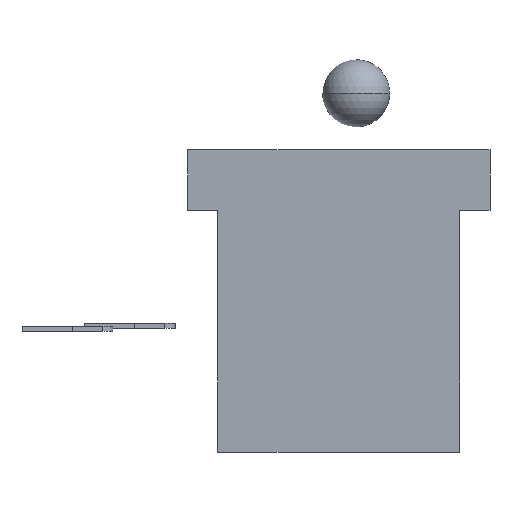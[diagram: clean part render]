
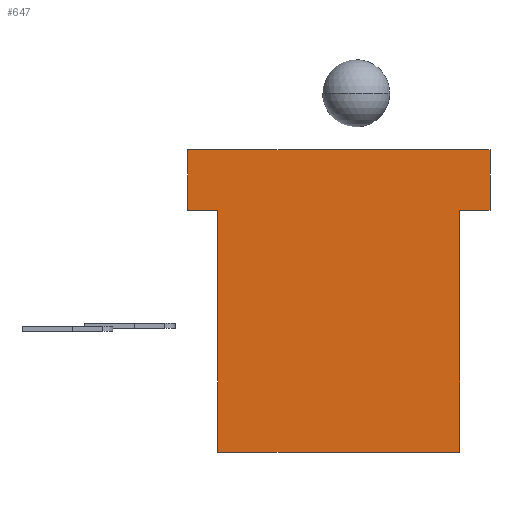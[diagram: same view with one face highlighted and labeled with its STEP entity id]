
A CAD part, front view. The second image highlights one B-rep face of the part: STEP entity #647.
In plain terms, the highlighted planar face has unit normal (0, -1, 0).
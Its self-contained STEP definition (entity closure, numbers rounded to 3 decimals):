
#19 = DIRECTION ( 'NONE',  ( 0., 0., 1. ) ) ;
#48 = VERTEX_POINT ( 'NONE', #603 ) ;
#67 = CARTESIAN_POINT ( 'NONE',  ( 150., 0., 180. ) ) ;
#106 = VECTOR ( 'NONE', #293, 1000. ) ;
#148 = VECTOR ( 'NONE', #1101, 1000. ) ;
#156 = LINE ( 'NONE', #1204, #1094 ) ;
#158 = VERTEX_POINT ( 'NONE', #737 ) ;
#283 = VERTEX_POINT ( 'NONE', #731 ) ;
#293 = DIRECTION ( 'NONE',  ( -1., 0., 0. ) ) ;
#307 = PLANE ( 'NONE',  #1354 ) ;
#310 = EDGE_CURVE ( 'NONE', #158, #875, #1211, .T. ) ;
#331 = EDGE_CURVE ( 'NONE', #283, #450, #1446, .T. ) ;
#332 = CARTESIAN_POINT ( 'NONE',  ( 150., 0., 120. ) ) ;
#363 = ORIENTED_EDGE ( 'NONE', *, *, #907, .F. ) ;
#379 = EDGE_CURVE ( 'NONE', #1049, #1505, #156, .T. ) ;
#450 = VERTEX_POINT ( 'NONE', #1139 ) ;
#461 = LINE ( 'NONE', #1155, #1066 ) ;
#500 = DIRECTION ( 'NONE',  ( 1., 0., 0. ) ) ;
#556 = DIRECTION ( 'NONE',  ( 0., 0., -1. ) ) ;
#560 = VERTEX_POINT ( 'NONE', #1122 ) ;
#599 = EDGE_CURVE ( 'NONE', #560, #283, #1444, .T. ) ;
#603 = CARTESIAN_POINT ( 'NONE',  ( 150., 0., 180. ) ) ;
#618 = DIRECTION ( 'NONE',  ( -1., 0., 0. ) ) ;
#627 = CARTESIAN_POINT ( 'NONE',  ( -150., 0., 120. ) ) ;
#629 = VECTOR ( 'NONE', #500, 1000. ) ;
#642 = DIRECTION ( 'NONE',  ( 0., -1., 0. ) ) ;
#647 = ADVANCED_FACE ( 'NONE', ( #1110 ), #307, .T. ) ;
#654 = CARTESIAN_POINT ( 'NONE',  ( 0., 0., 0. ) ) ;
#658 = VECTOR ( 'NONE', #556, 1000. ) ;
#676 = VERTEX_POINT ( 'NONE', #763 ) ;
#696 = ORIENTED_EDGE ( 'NONE', *, *, #379, .F. ) ;
#698 = LINE ( 'NONE', #1403, #1157 ) ;
#703 = ORIENTED_EDGE ( 'NONE', *, *, #331, .F. ) ;
#731 = CARTESIAN_POINT ( 'NONE',  ( -120., 0., 180. ) ) ;
#732 = EDGE_CURVE ( 'NONE', #1505, #875, #832, .T. ) ;
#737 = CARTESIAN_POINT ( 'NONE',  ( -150., 0., 120. ) ) ;
#746 = ORIENTED_EDGE ( 'NONE', *, *, #599, .F. ) ;
#763 = CARTESIAN_POINT ( 'NONE',  ( 120., 0., 120. ) ) ;
#798 = ORIENTED_EDGE ( 'NONE', *, *, #1510, .F. ) ;
#828 = VECTOR ( 'NONE', #878, 1000. ) ;
#832 = LINE ( 'NONE', #1289, #1396 ) ;
#875 = VERTEX_POINT ( 'NONE', #1279 ) ;
#878 = DIRECTION ( 'NONE',  ( 1., 0., 0. ) ) ;
#907 = EDGE_CURVE ( 'NONE', #676, #1049, #698, .T. ) ;
#932 = LINE ( 'NONE', #1257, #658 ) ;
#950 = VECTOR ( 'NONE', #1078, 1000. ) ;
#984 = CARTESIAN_POINT ( 'NONE',  ( -220., 0., 180. ) ) ;
#1049 = VERTEX_POINT ( 'NONE', #1214 ) ;
#1052 = EDGE_CURVE ( 'NONE', #158, #560, #1369, .T. ) ;
#1053 = DIRECTION ( 'NONE',  ( -1., 0., 0. ) ) ;
#1066 = VECTOR ( 'NONE', #1053, 1000. ) ;
#1078 = DIRECTION ( 'NONE',  ( 1., 0., 0. ) ) ;
#1094 = VECTOR ( 'NONE', #618, 1000. ) ;
#1101 = DIRECTION ( 'NONE',  ( 0., 0., 1. ) ) ;
#1110 = FACE_OUTER_BOUND ( 'NONE', #1341, .T. ) ;
#1122 = CARTESIAN_POINT ( 'NONE',  ( -150., 0., 180. ) ) ;
#1129 = ORIENTED_EDGE ( 'NONE', *, *, #1052, .F. ) ;
#1134 = CARTESIAN_POINT ( 'NONE',  ( -150., 0., 180. ) ) ;
#1139 = CARTESIAN_POINT ( 'NONE',  ( 120., 0., 180. ) ) ;
#1143 = CARTESIAN_POINT ( 'NONE',  ( -120., 0., -120. ) ) ;
#1154 = ORIENTED_EDGE ( 'NONE', *, *, #1169, .T. ) ;
#1155 = CARTESIAN_POINT ( 'NONE',  ( 150., 0., 120. ) ) ;
#1157 = VECTOR ( 'NONE', #1160, 1000. ) ;
#1160 = DIRECTION ( 'NONE',  ( 0., 0., -1. ) ) ;
#1165 = ORIENTED_EDGE ( 'NONE', *, *, #1458, .F. ) ;
#1169 = EDGE_CURVE ( 'NONE', #48, #450, #1347, .T. ) ;
#1197 = CARTESIAN_POINT ( 'NONE',  ( -150., 0., 180. ) ) ;
#1204 = CARTESIAN_POINT ( 'NONE',  ( -120., 0., -120. ) ) ;
#1211 = LINE ( 'NONE', #627, #828 ) ;
#1212 = ORIENTED_EDGE ( 'NONE', *, *, #310, .T. ) ;
#1214 = CARTESIAN_POINT ( 'NONE',  ( 120., 0., -120. ) ) ;
#1257 = CARTESIAN_POINT ( 'NONE',  ( 150., 0., 180. ) ) ;
#1279 = CARTESIAN_POINT ( 'NONE',  ( -120., 0., 120. ) ) ;
#1289 = CARTESIAN_POINT ( 'NONE',  ( -120., 0., 120. ) ) ;
#1341 = EDGE_LOOP ( 'NONE', ( #1212, #1488, #696, #363, #798, #1165, #1154, #703, #746, #1129 ) ) ;
#1347 = LINE ( 'NONE', #67, #106 ) ;
#1354 = AXIS2_PLACEMENT_3D ( 'NONE', #654, #642, #1362 ) ;
#1362 = DIRECTION ( 'NONE',  ( 0., 0., -1. ) ) ;
#1369 = LINE ( 'NONE', #1134, #148 ) ;
#1396 = VECTOR ( 'NONE', #19, 1000. ) ;
#1403 = CARTESIAN_POINT ( 'NONE',  ( 120., 0., 120. ) ) ;
#1407 = VERTEX_POINT ( 'NONE', #332 ) ;
#1444 = LINE ( 'NONE', #1197, #950 ) ;
#1446 = LINE ( 'NONE', #984, #629 ) ;
#1458 = EDGE_CURVE ( 'NONE', #48, #1407, #932, .T. ) ;
#1488 = ORIENTED_EDGE ( 'NONE', *, *, #732, .F. ) ;
#1505 = VERTEX_POINT ( 'NONE', #1143 ) ;
#1510 = EDGE_CURVE ( 'NONE', #1407, #676, #461, .T. ) ;
